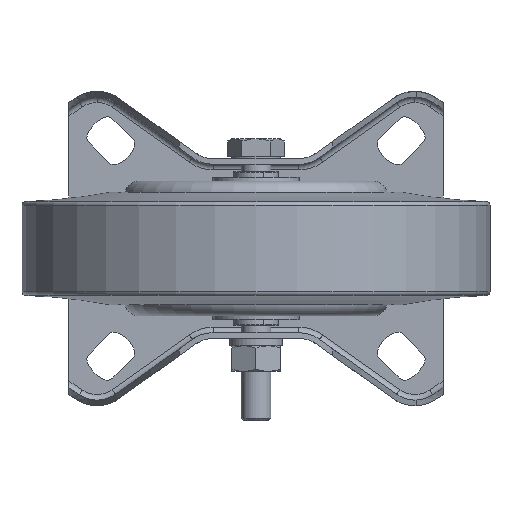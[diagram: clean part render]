
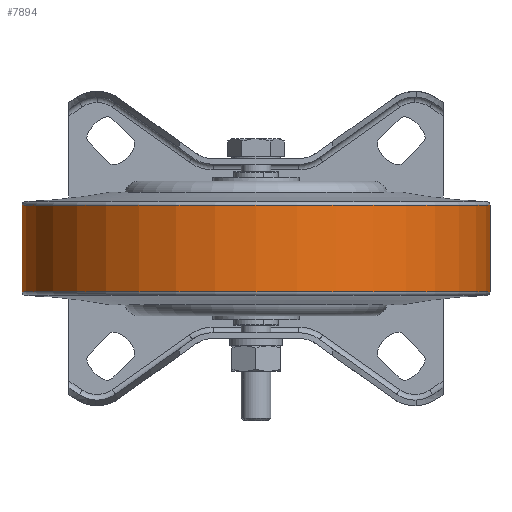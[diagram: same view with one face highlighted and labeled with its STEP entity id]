
A CAD part, front view. The second image highlights one B-rep face of the part: STEP entity #7894.
In plain terms, the highlighted cylindrical face has radius 62.5 mm (diameter 125 mm), a partial arc.
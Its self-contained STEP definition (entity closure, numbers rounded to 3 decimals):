
#641 = DIRECTION ( 'NONE',  ( 0., 0., -1. ) ) ;
#682 = EDGE_CURVE ( 'NONE', #14756, #3669, #14903, .T. ) ;
#738 = ORIENTED_EDGE ( 'NONE', *, *, #9820, .T. ) ;
#1056 = DIRECTION ( 'NONE',  ( 1., 0., 0. ) ) ;
#1080 = DIRECTION ( 'NONE',  ( 0., 0., -1. ) ) ;
#1091 = CARTESIAN_POINT ( 'NONE',  ( 1.949, -42.604, 115.53 ) ) ;
#1111 = ORIENTED_EDGE ( 'NONE', *, *, #5372, .T. ) ;
#1156 = CIRCLE ( 'NONE', #5940, 62.5 ) ;
#1597 = CYLINDRICAL_SURFACE ( 'NONE', #13348, 62.5 ) ;
#2133 = CARTESIAN_POINT ( 'NONE',  ( 1.949, -42.604, 92.47 ) ) ;
#2907 = EDGE_LOOP ( 'NONE', ( #5616, #4217, #1111, #738 ) ) ;
#3082 = FACE_OUTER_BOUND ( 'NONE', #2907, .T. ) ;
#3549 = CIRCLE ( 'NONE', #7995, 62.5 ) ;
#3669 = VERTEX_POINT ( 'NONE', #5347 ) ;
#3870 = CARTESIAN_POINT ( 'NONE',  ( -60.551, -42.604, 104. ) ) ;
#4217 = ORIENTED_EDGE ( 'NONE', *, *, #9707, .T. ) ;
#5063 = VERTEX_POINT ( 'NONE', #6834 ) ;
#5296 = LINE ( 'NONE', #3870, #11139 ) ;
#5347 = CARTESIAN_POINT ( 'NONE',  ( 64.449, -42.604, 92.47 ) ) ;
#5372 = EDGE_CURVE ( 'NONE', #7800, #5063, #5296, .T. ) ;
#5616 = ORIENTED_EDGE ( 'NONE', *, *, #682, .F. ) ;
#5630 = DIRECTION ( 'NONE',  ( 0., 0., -1. ) ) ;
#5940 = AXIS2_PLACEMENT_3D ( 'NONE', #1091, #1080, #1056 ) ;
#6834 = CARTESIAN_POINT ( 'NONE',  ( -60.551, -42.604, 92.47 ) ) ;
#7388 = VECTOR ( 'NONE', #5630, 1000. ) ;
#7638 = DIRECTION ( 'NONE',  ( 0., 0., 1. ) ) ;
#7800 = VERTEX_POINT ( 'NONE', #12380 ) ;
#7894 = ADVANCED_FACE ( 'NONE', ( #3082 ), #1597, .T. ) ;
#7995 = AXIS2_PLACEMENT_3D ( 'NONE', #2133, #7638, #12413 ) ;
#8700 = DIRECTION ( 'NONE',  ( -1., 0., 0. ) ) ;
#8950 = DIRECTION ( 'NONE',  ( 0., 0., -1. ) ) ;
#9148 = CARTESIAN_POINT ( 'NONE',  ( 64.449, -42.604, 104. ) ) ;
#9707 = EDGE_CURVE ( 'NONE', #14756, #7800, #1156, .T. ) ;
#9820 = EDGE_CURVE ( 'NONE', #5063, #3669, #3549, .T. ) ;
#11139 = VECTOR ( 'NONE', #8950, 1000. ) ;
#11152 = CARTESIAN_POINT ( 'NONE',  ( 64.449, -42.604, 115.53 ) ) ;
#12380 = CARTESIAN_POINT ( 'NONE',  ( -60.551, -42.604, 115.53 ) ) ;
#12413 = DIRECTION ( 'NONE',  ( 1., 0., 0. ) ) ;
#13348 = AXIS2_PLACEMENT_3D ( 'NONE', #14228, #641, #8700 ) ;
#14228 = CARTESIAN_POINT ( 'NONE',  ( 1.949, -42.604, 104. ) ) ;
#14756 = VERTEX_POINT ( 'NONE', #11152 ) ;
#14903 = LINE ( 'NONE', #9148, #7388 ) ;
